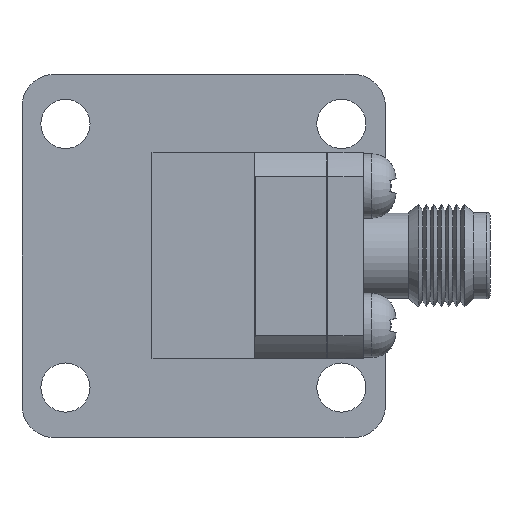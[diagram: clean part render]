
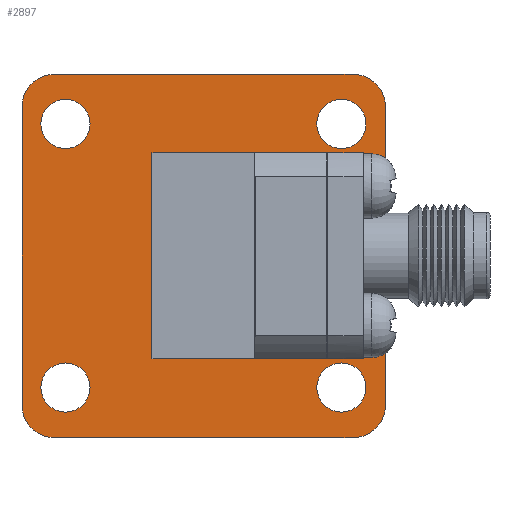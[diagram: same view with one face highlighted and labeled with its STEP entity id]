
A CAD part, left-side view. The second image highlights one B-rep face of the part: STEP entity #2897.
In plain terms, the highlighted planar face has unit normal (-1, 0, 0).
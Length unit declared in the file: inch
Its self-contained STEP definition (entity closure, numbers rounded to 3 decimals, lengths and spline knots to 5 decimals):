
#12 = CARTESIAN_POINT ( 'NONE',  ( -0.15748, 0.33503, -0.32007 ) ) ;
#21 = ORIENTED_EDGE ( 'NONE', *, *, #1923, .T. ) ;
#24 = VECTOR ( 'NONE', #4364, 39.37008 ) ;
#65 = LINE ( 'NONE', #2118, #973 ) ;
#109 = VERTEX_POINT ( 'NONE', #2071 ) ;
#110 = VECTOR ( 'NONE', #3515, 39.37008 ) ;
#126 = DIRECTION ( 'NONE',  ( 1., 0., 0. ) ) ;
#144 = VECTOR ( 'NONE', #981, 39.37008 ) ;
#173 = VERTEX_POINT ( 'NONE', #738 ) ;
#280 = EDGE_CURVE ( 'NONE', #1759, #1759, #3491, .T. ) ;
#281 = AXIS2_PLACEMENT_3D ( 'NONE', #2253, #574, #3285 ) ;
#285 = CARTESIAN_POINT ( 'NONE',  ( -0.15748, 0.44058, -0.36325 ) ) ;
#339 = CARTESIAN_POINT ( 'NONE',  ( -0.15748, 0.33503, -0.26037 ) ) ;
#354 = CARTESIAN_POINT ( 'NONE',  ( -0.15748, 0.33503, 0.37977 ) ) ;
#373 = ORIENTED_EDGE ( 'NONE', *, *, #3484, .F. ) ;
#375 = ORIENTED_EDGE ( 'NONE', *, *, #1159, .T. ) ;
#410 = CIRCLE ( 'NONE', #1782, 0.0787 ) ;
#428 = LINE ( 'NONE', #4040, #1436 ) ;
#437 = CARTESIAN_POINT ( 'NONE',  ( -0.15748, -0.36325, 0.36188 ) ) ;
#453 = EDGE_CURVE ( 'NONE', #2172, #3741, #65, .T. ) ;
#468 = CARTESIAN_POINT ( 'NONE',  ( -0.15748, 0.1249, 0.25049 ) ) ;
#475 = VECTOR ( 'NONE', #755, 39.37008 ) ;
#525 = EDGE_CURVE ( 'NONE', #3818, #173, #660, .T. ) ;
#537 = VERTEX_POINT ( 'NONE', #1246 ) ;
#542 = DIRECTION ( 'NONE',  ( 0., 0., -1. ) ) ;
#574 = DIRECTION ( 'NONE',  ( 1., 0., 0. ) ) ;
#655 = CIRCLE ( 'NONE', #3331, 0.0597 ) ;
#660 = CIRCLE ( 'NONE', #281, 0.0787 ) ;
#666 = CARTESIAN_POINT ( 'NONE',  ( -0.15748, -0.36325, -0.44195 ) ) ;
#682 = DIRECTION ( 'NONE',  ( 1., 0., 0. ) ) ;
#738 = CARTESIAN_POINT ( 'NONE',  ( -0.15748, 0.36188, 0.44058 ) ) ;
#742 = ORIENTED_EDGE ( 'NONE', *, *, #779, .F. ) ;
#755 = DIRECTION ( 'NONE',  ( 0., -1., 0. ) ) ;
#779 = EDGE_CURVE ( 'NONE', #3741, #537, #1505, .T. ) ;
#784 = ORIENTED_EDGE ( 'NONE', *, *, #1517, .F. ) ;
#790 = DIRECTION ( 'NONE',  ( 0., 0., -1. ) ) ;
#837 = VERTEX_POINT ( 'NONE', #1594 ) ;
#838 = CIRCLE ( 'NONE', #4209, 0.0597 ) ;
#852 = FACE_BOUND ( 'NONE', #3730, .T. ) ;
#887 = DIRECTION ( 'NONE',  ( 0., 1., 0. ) ) ;
#941 = LINE ( 'NONE', #3373, #24 ) ;
#948 = FACE_OUTER_BOUND ( 'NONE', #2835, .T. ) ;
#973 = VECTOR ( 'NONE', #542, 39.37008 ) ;
#981 = DIRECTION ( 'NONE',  ( 0., 1., 0. ) ) ;
#1009 = CARTESIAN_POINT ( 'NONE',  ( -0.15748, 0.44058, 0.36188 ) ) ;
#1017 = LINE ( 'NONE', #4191, #110 ) ;
#1027 = DIRECTION ( 'NONE',  ( 1., 0., 0. ) ) ;
#1121 = EDGE_CURVE ( 'NONE', #3957, #2679, #2135, .T. ) ;
#1136 = CARTESIAN_POINT ( 'NONE',  ( -0.15748, 0.33503, 0.32007 ) ) ;
#1159 = EDGE_CURVE ( 'NONE', #3268, #3268, #655, .T. ) ;
#1204 = EDGE_CURVE ( 'NONE', #2679, #2321, #1017, .T. ) ;
#1209 = CARTESIAN_POINT ( 'NONE',  ( -0.15748, 0.36188, -0.44195 ) ) ;
#1246 = CARTESIAN_POINT ( 'NONE',  ( -0.15748, -0.1249, -0.25049 ) ) ;
#1318 = ORIENTED_EDGE ( 'NONE', *, *, #525, .F. ) ;
#1319 = ORIENTED_EDGE ( 'NONE', *, *, #3781, .F. ) ;
#1342 = DIRECTION ( 'NONE',  ( 1., 0., 0. ) ) ;
#1436 = VECTOR ( 'NONE', #1666, 39.37008 ) ;
#1473 = DIRECTION ( 'NONE',  ( 0., 0., 1. ) ) ;
#1505 = LINE ( 'NONE', #4211, #3318 ) ;
#1517 = EDGE_CURVE ( 'NONE', #2321, #1950, #410, .T. ) ;
#1526 = AXIS2_PLACEMENT_3D ( 'NONE', #3181, #126, #2505 ) ;
#1545 = EDGE_LOOP ( 'NONE', ( #375 ) ) ;
#1594 = CARTESIAN_POINT ( 'NONE',  ( -0.15748, -0.1249, 0.25049 ) ) ;
#1635 = FACE_BOUND ( 'NONE', #3362, .T. ) ;
#1636 = CARTESIAN_POINT ( 'NONE',  ( -0.15748, 0.36188, -0.44195 ) ) ;
#1648 = CARTESIAN_POINT ( 'NONE',  ( -0.15748, 0.1249, -0.25049 ) ) ;
#1664 = CARTESIAN_POINT ( 'NONE',  ( -0.15748, 0.1249, 0.25049 ) ) ;
#1666 = DIRECTION ( 'NONE',  ( 0., 0., 1. ) ) ;
#1756 = CARTESIAN_POINT ( 'NONE',  ( -0.15748, 0.36188, -0.36325 ) ) ;
#1759 = VERTEX_POINT ( 'NONE', #339 ) ;
#1782 = AXIS2_PLACEMENT_3D ( 'NONE', #2703, #682, #3045 ) ;
#1792 = CIRCLE ( 'NONE', #1823, 0.0597 ) ;
#1808 = EDGE_CURVE ( 'NONE', #3208, #4345, #2037, .T. ) ;
#1823 = AXIS2_PLACEMENT_3D ( 'NONE', #3048, #1027, #3405 ) ;
#1892 = ORIENTED_EDGE ( 'NONE', *, *, #2684, .T. ) ;
#1895 = EDGE_CURVE ( 'NONE', #4345, #3818, #941, .T. ) ;
#1923 = EDGE_CURVE ( 'NONE', #3828, #3828, #838, .T. ) ;
#1928 = AXIS2_PLACEMENT_3D ( 'NONE', #1756, #4137, #2097 ) ;
#1941 = ORIENTED_EDGE ( 'NONE', *, *, #280, .T. ) ;
#1950 = VERTEX_POINT ( 'NONE', #666 ) ;
#2022 = CARTESIAN_POINT ( 'NONE',  ( -0.15748, -0.44195, 0.36188 ) ) ;
#2037 = CIRCLE ( 'NONE', #1928, 0.0787 ) ;
#2071 = CARTESIAN_POINT ( 'NONE',  ( -0.15748, -0.33503, -0.26037 ) ) ;
#2075 = CARTESIAN_POINT ( 'NONE',  ( -0.15748, -0.44195, -0.36325 ) ) ;
#2097 = DIRECTION ( 'NONE',  ( 0., 0., -1. ) ) ;
#2118 = CARTESIAN_POINT ( 'NONE',  ( -0.15748, 0.1249, -0.25049 ) ) ;
#2135 = CIRCLE ( 'NONE', #2864, 0.0787 ) ;
#2155 = DIRECTION ( 'NONE',  ( 0., -1., 0. ) ) ;
#2162 = PLANE ( 'NONE',  #1526 ) ;
#2172 = VERTEX_POINT ( 'NONE', #468 ) ;
#2242 = EDGE_LOOP ( 'NONE', ( #21 ) ) ;
#2253 = CARTESIAN_POINT ( 'NONE',  ( -0.15748, 0.36188, 0.36188 ) ) ;
#2321 = VERTEX_POINT ( 'NONE', #2075 ) ;
#2393 = ORIENTED_EDGE ( 'NONE', *, *, #453, .F. ) ;
#2400 = VECTOR ( 'NONE', #887, 39.37008 ) ;
#2446 = ORIENTED_EDGE ( 'NONE', *, *, #2769, .F. ) ;
#2505 = DIRECTION ( 'NONE',  ( 0., 0., -1. ) ) ;
#2540 = FACE_BOUND ( 'NONE', #4245, .T. ) ;
#2629 = EDGE_CURVE ( 'NONE', #837, #2172, #2958, .T. ) ;
#2679 = VERTEX_POINT ( 'NONE', #2022 ) ;
#2684 = EDGE_CURVE ( 'NONE', #109, #109, #1792, .T. ) ;
#2703 = CARTESIAN_POINT ( 'NONE',  ( -0.15748, -0.36325, -0.36325 ) ) ;
#2735 = CARTESIAN_POINT ( 'NONE',  ( -0.15748, -0.33503, 0.37977 ) ) ;
#2766 = CARTESIAN_POINT ( 'NONE',  ( -0.15748, -0.36325, 0.44058 ) ) ;
#2769 = EDGE_CURVE ( 'NONE', #173, #3957, #3190, .T. ) ;
#2803 = DIRECTION ( 'NONE',  ( 1., 0., 0. ) ) ;
#2835 = EDGE_LOOP ( 'NONE', ( #1318, #4304, #3884, #373, #784, #3313, #3627, #2446 ) ) ;
#2864 = AXIS2_PLACEMENT_3D ( 'NONE', #437, #2803, #790 ) ;
#2897 = ADVANCED_FACE ( 'NONE', ( #948, #852, #4341, #3445, #2540, #1635 ), #2162, .F. ) ;
#2958 = LINE ( 'NONE', #1664, #144 ) ;
#3045 = DIRECTION ( 'NONE',  ( 0., 0., -1. ) ) ;
#3048 = CARTESIAN_POINT ( 'NONE',  ( -0.15748, -0.33503, -0.32007 ) ) ;
#3072 = DIRECTION ( 'NONE',  ( 1., 0., 0. ) ) ;
#3181 = CARTESIAN_POINT ( 'NONE',  ( -0.15748, 0.36188, 0.36188 ) ) ;
#3190 = LINE ( 'NONE', #2766, #475 ) ;
#3208 = VERTEX_POINT ( 'NONE', #1636 ) ;
#3249 = CARTESIAN_POINT ( 'NONE',  ( -0.15748, -0.36325, 0.44058 ) ) ;
#3268 = VERTEX_POINT ( 'NONE', #354 ) ;
#3285 = DIRECTION ( 'NONE',  ( 0., 0., -1. ) ) ;
#3310 = LINE ( 'NONE', #1209, #2400 ) ;
#3313 = ORIENTED_EDGE ( 'NONE', *, *, #1204, .F. ) ;
#3318 = VECTOR ( 'NONE', #2155, 39.37008 ) ;
#3331 = AXIS2_PLACEMENT_3D ( 'NONE', #1136, #3501, #1473 ) ;
#3362 = EDGE_LOOP ( 'NONE', ( #1319, #742, #2393, #3768 ) ) ;
#3373 = CARTESIAN_POINT ( 'NONE',  ( -0.15748, 0.44058, 0.36188 ) ) ;
#3385 = CARTESIAN_POINT ( 'NONE',  ( -0.15748, -0.33503, 0.32007 ) ) ;
#3405 = DIRECTION ( 'NONE',  ( 0., 0., 1. ) ) ;
#3420 = DIRECTION ( 'NONE',  ( 0., 0., 1. ) ) ;
#3445 = FACE_BOUND ( 'NONE', #1545, .T. ) ;
#3484 = EDGE_CURVE ( 'NONE', #1950, #3208, #3310, .T. ) ;
#3491 = CIRCLE ( 'NONE', #3736, 0.0597 ) ;
#3501 = DIRECTION ( 'NONE',  ( 1., 0., 0. ) ) ;
#3515 = DIRECTION ( 'NONE',  ( 0., 0., -1. ) ) ;
#3627 = ORIENTED_EDGE ( 'NONE', *, *, #1121, .F. ) ;
#3700 = DIRECTION ( 'NONE',  ( 0., 0., 1. ) ) ;
#3730 = EDGE_LOOP ( 'NONE', ( #1892 ) ) ;
#3736 = AXIS2_PLACEMENT_3D ( 'NONE', #12, #3072, #3420 ) ;
#3741 = VERTEX_POINT ( 'NONE', #1648 ) ;
#3768 = ORIENTED_EDGE ( 'NONE', *, *, #2629, .F. ) ;
#3781 = EDGE_CURVE ( 'NONE', #537, #837, #428, .T. ) ;
#3818 = VERTEX_POINT ( 'NONE', #1009 ) ;
#3828 = VERTEX_POINT ( 'NONE', #2735 ) ;
#3884 = ORIENTED_EDGE ( 'NONE', *, *, #1808, .F. ) ;
#3957 = VERTEX_POINT ( 'NONE', #3249 ) ;
#4040 = CARTESIAN_POINT ( 'NONE',  ( -0.15748, -0.1249, -0.25049 ) ) ;
#4137 = DIRECTION ( 'NONE',  ( 1., 0., 0. ) ) ;
#4191 = CARTESIAN_POINT ( 'NONE',  ( -0.15748, -0.44195, -0.36325 ) ) ;
#4209 = AXIS2_PLACEMENT_3D ( 'NONE', #3385, #1342, #3700 ) ;
#4211 = CARTESIAN_POINT ( 'NONE',  ( -0.15748, 0.1249, -0.25049 ) ) ;
#4245 = EDGE_LOOP ( 'NONE', ( #1941 ) ) ;
#4304 = ORIENTED_EDGE ( 'NONE', *, *, #1895, .F. ) ;
#4341 = FACE_BOUND ( 'NONE', #2242, .T. ) ;
#4345 = VERTEX_POINT ( 'NONE', #285 ) ;
#4364 = DIRECTION ( 'NONE',  ( 0., 0., 1. ) ) ;
